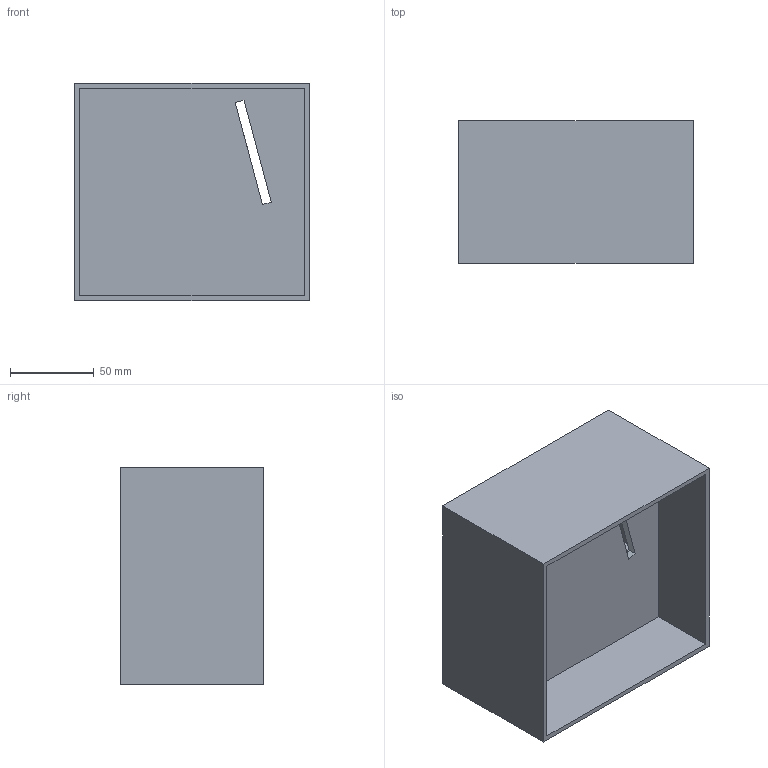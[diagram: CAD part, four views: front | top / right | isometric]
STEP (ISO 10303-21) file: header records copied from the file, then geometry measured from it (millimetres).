
FILE_DESCRIPTION(/* description */ (''),/* implementation_level */ '2;1');
FILE_NAME(/* name */ 'box.stp',/* time_stamp */ '2021-07-11T22:22:27+08:00',/* author */ ('Ricardo'),/* organization */ (''),/* preprocessor_version */ 'ST-DEVELOPER v18.1',/* originating_system */ 'Autodesk Inventor 2022',/* authorisation */ '');
FILE_SCHEMA (('AUTOMOTIVE_DESIGN { 1 0 10303 214 3 1 1 }'));
Length unit declared in the file: millimetre
Products named in the file (1): box
Bounding box: 140 x 85 x 130 mm (x, y, z)
Volume: 235611.5 mm3; surface area: 136797.3 mm2
Topology: 1 solids, 1 shells, 81 faces, 190 edges, 126 vertices
Faces by surface type: plane 65, cylinder 16
Full cylindrical faces by diameter (mm): 3 x4, 5 x1, 10 x2, 15 x2, 25.8 x3
Entity records: 2369 total; most frequent: CARTESIAN_POINT 398, DIRECTION 386, ORIENTED_EDGE 380, EDGE_CURVE 190, LINE 158, VECTOR 158, VERTEX_POINT 126, AXIS2_PLACEMENT_3D 114
